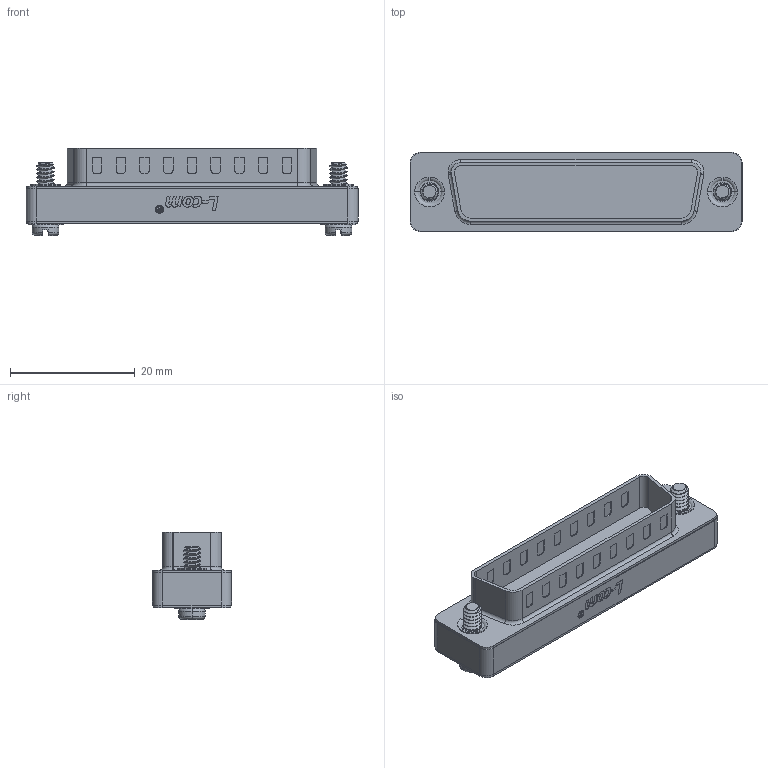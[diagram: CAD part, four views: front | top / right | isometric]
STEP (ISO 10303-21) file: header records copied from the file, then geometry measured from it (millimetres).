
FILE_DESCRIPTION (( 'STEP AP203' ), '1' );
FILE_NAME ('DML019S.STEP', '2014-10-03T12:28:00', ( 'x' ), ( '' ), 'SwSTEP 2.0', 'SolidWorks 2014', '' );
FILE_SCHEMA (( 'CONFIG_CONTROL_DESIGN' ));
Length unit declared in the file: inch
Products named in the file (5): DML019S-MA2_SHIELDING CONFIG; DML019S-MA1_DB9; DML015P-MA5; DML015P-MA6; DML019S
Assembly tree (6 placements, depth 2):
  DML019S
    DML019S-MA2_SHIELDING CONFIG
    DML019S-MA1_DB9
    DML015P-MA5  x2
    DML015P-MA6  x2
Bounding box: 53.29 x 12.7 x 14.08 mm (x, y, z)
Volume: 1303.9 mm3; surface area: 6119.8 mm2
Topology: 6 solids, 6 shells, 1307 faces, 3468 edges, 2239 vertices
Faces by surface type: plane 855, cylinder 242, bspline 103, torus 63, sphere 32, cone 12
Entity records: 40956 total; most frequent: CARTESIAN_POINT 12834, ORIENTED_EDGE 5982, DIRECTION 5240, EDGE_CURVE 2991, VECTOR 2318, LINE 2318, VERTEX_POINT 1960, AXIS2_PLACEMENT_3D 1461
